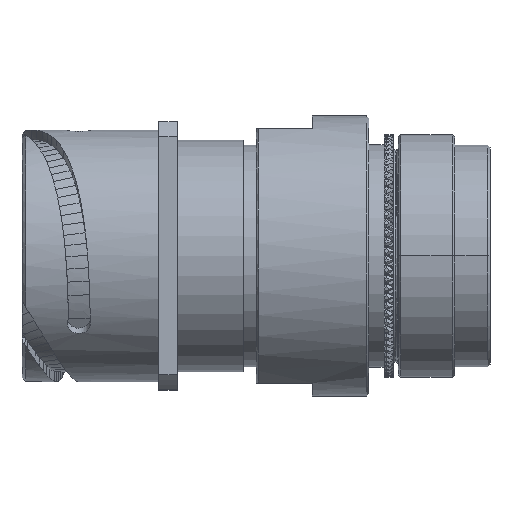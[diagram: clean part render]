
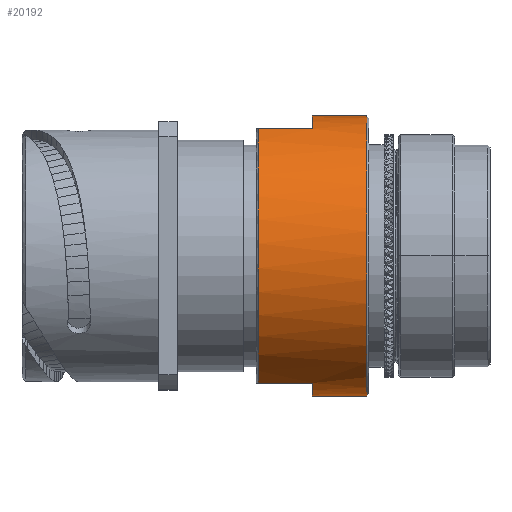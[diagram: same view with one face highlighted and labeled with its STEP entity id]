
A CAD part, top view. The second image highlights one B-rep face of the part: STEP entity #20192.
In plain terms, the highlighted cylindrical face has radius 29.75 mm (diameter 59.5 mm), a partial arc.
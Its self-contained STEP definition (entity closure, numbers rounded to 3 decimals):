
#3757=CARTESIAN_POINT('',(61.7,0.,0.));
#3758=DIRECTION('',(1.,0.,0.));
#3759=DIRECTION('',(0.,1.,0.));
#3760=AXIS2_PLACEMENT_3D('',#3757,#3758,#3759);
#3762=CARTESIAN_POINT('',(73.2,0.,0.));
#3763=DIRECTION('',(-1.,0.,0.));
#3764=DIRECTION('',(0.,-1.,0.));
#3765=AXIS2_PLACEMENT_3D('',#3762,#3763,#3764);
#3767=CARTESIAN_POINT('',(61.7,0.,0.));
#3768=DIRECTION('',(1.,0.,0.));
#3769=DIRECTION('',(0.,-0.908,0.42));
#3770=AXIS2_PLACEMENT_3D('',#3767,#3768,#3769);
#3772=DIRECTION('',(1.,0.,0.));
#3773=VECTOR('',#3772,11.5);
#3774=CARTESIAN_POINT('',(50.2,-27.,12.492));
#3775=LINE('3184',#3774,#3773);
#3776=CARTESIAN_POINT('',(50.2,0.,0.));
#3777=DIRECTION('',(-1.,0.,0.));
#3778=DIRECTION('',(0.,-0.908,0.42));
#3779=AXIS2_PLACEMENT_3D('',#3776,#3777,#3778);
#3781=DIRECTION('',(1.,0.,0.));
#3782=VECTOR('',#3781,11.5);
#3783=CARTESIAN_POINT('',(50.2,27.,12.492));
#3784=LINE('3183',#3783,#3782);
#3794=DIRECTION('',(-1.,0.,0.));
#3795=VECTOR('',#3794,11.5);
#3796=CARTESIAN_POINT('',(73.2,-29.75,
0.));
#3797=LINE('3206',#3796,#3795);
#3803=DIRECTION('',(-1.,0.,0.));
#3804=VECTOR('',#3803,11.5);
#3805=CARTESIAN_POINT('',(73.2,29.75,
0.));
#3806=LINE('3205',#3805,#3804);
#11206=CARTESIAN_POINT('',(61.7,29.75,0.));
#11207=CARTESIAN_POINT('',(61.7,27.,12.492));
#11208=VERTEX_POINT('',#11206);
#11209=VERTEX_POINT('',#11207);
#11210=CARTESIAN_POINT('',(61.7,-27.,12.492));
#11211=CARTESIAN_POINT('',(61.7,-29.75,0.));
#11212=VERTEX_POINT('',#11210);
#11213=VERTEX_POINT('',#11211);
#11214=CARTESIAN_POINT('',(50.2,27.,12.492));
#11215=VERTEX_POINT('',#11214);
#11216=CARTESIAN_POINT('',(50.2,-27.,12.492));
#11217=VERTEX_POINT('',#11216);
#11226=CARTESIAN_POINT('',(73.2,-29.75,0.));
#11227=CARTESIAN_POINT('',(73.2,29.75,0.));
#11228=VERTEX_POINT('',#11226);
#11229=VERTEX_POINT('',#11227);
#20172=CARTESIAN_POINT('',(48.5,0.,0.));
#20173=DIRECTION('',(1.,0.,0.));
#20174=DIRECTION('',(0.,-1.,0.));
#20175=AXIS2_PLACEMENT_3D('',#20172,#20173,#20174);
#20176=CYLINDRICAL_SURFACE('898',#20175,29.75);
#20178=ORIENTED_EDGE('3181',*,*,#20177,.F.);
#20180=ORIENTED_EDGE('3205',*,*,#20179,.F.);
#20182=ORIENTED_EDGE('3191',*,*,#20181,.F.);
#20184=ORIENTED_EDGE('3206',*,*,#20183,.T.);
#20186=ORIENTED_EDGE('3182',*,*,#20185,.F.);
#20187=ORIENTED_EDGE('3184',*,*,#20135,.F.);
#20188=ORIENTED_EDGE('3202',*,*,#20158,.T.);
#20189=ORIENTED_EDGE('3183',*,*,#20092,.T.);
#20190=EDGE_LOOP('898',(#20178,#20180,#20182,#20184,#20186,#20187,#20188,
#20189));
#20191=FACE_OUTER_BOUND('898',#20190,.F.);
#3761=CIRCLE('3181',#3760,29.75);
#3766=CIRCLE('3191',#3765,29.75);
#3771=CIRCLE('3182',#3770,29.75);
#3780=CIRCLE('3202',#3779,29.75);
#20092=EDGE_CURVE('3183',#11215,#11209,#3784,.T.);
#20135=EDGE_CURVE('3184',#11217,#11212,#3775,.T.);
#20158=EDGE_CURVE('3202',#11217,#11215,#3780,.T.);
#20177=EDGE_CURVE('3181',#11208,#11209,#3761,.T.);
#20179=EDGE_CURVE('3205',#11229,#11208,#3806,.T.);
#20181=EDGE_CURVE('3191',#11228,#11229,#3766,.T.);
#20183=EDGE_CURVE('3206',#11228,#11213,#3797,.T.);
#20185=EDGE_CURVE('3182',#11212,#11213,#3771,.T.);
#20192=ADVANCED_FACE('898',(#20191),#20176,.T.);
